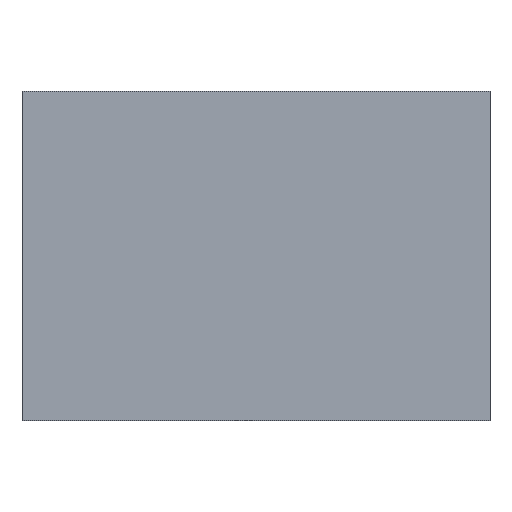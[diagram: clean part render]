
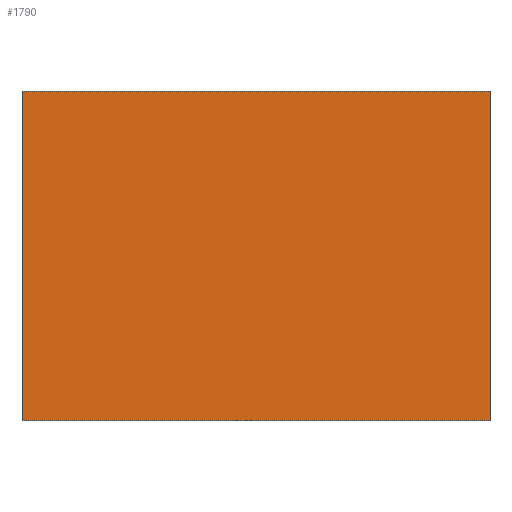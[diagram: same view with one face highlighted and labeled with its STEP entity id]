
A CAD part, top view. The second image highlights one B-rep face of the part: STEP entity #1790.
In plain terms, the highlighted face is planar.
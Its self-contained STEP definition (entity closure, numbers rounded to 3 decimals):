
#388=ORIENTED_EDGE('',*,*,#590,.F.);
#389=ORIENTED_EDGE('',*,*,#515,.F.);
#390=ORIENTED_EDGE('',*,*,#604,.F.);
#391=ORIENTED_EDGE('',*,*,#602,.F.);
#515=EDGE_CURVE('',#675,#676,#762,.T.);
#590=EDGE_CURVE('',#676,#730,#808,.T.);
#602=EDGE_CURVE('',#730,#733,#814,.T.);
#604=EDGE_CURVE('',#733,#675,#816,.T.);
#675=VERTEX_POINT('',#2539);
#676=VERTEX_POINT('',#2541);
#730=VERTEX_POINT('',#2820);
#733=VERTEX_POINT('',#3072);
#762=LINE('',#2540,#856);
#808=LINE('',#2819,#902);
#814=LINE('',#3071,#908);
#816=LINE('',#3075,#910);
#856=VECTOR('',#2067,1000.);
#902=VECTOR('',#2199,1000.);
#908=VECTOR('',#2227,1000.);
#910=VECTOR('',#2231,1000.);
#1024=EDGE_LOOP('',(#388,#389,#390,#391));
#1138=FACE_BOUND('',#1024,.T.);
#1175=PLANE('',#1920);
#1790=ADVANCED_FACE('',(#1138),#1175,.F.);
#1920=AXIS2_PLACEMENT_3D('',#3076,#2232,#2233);
#2067=DIRECTION('',(-1.,0.,0.));
#2199=DIRECTION('',(0.,-1.,0.));
#2227=DIRECTION('',(1.,0.,0.));
#2231=DIRECTION('',(0.,1.,0.));
#2232=DIRECTION('',(0.,0.,1.));
#2233=DIRECTION('',(1.,0.,0.));
#2539=CARTESIAN_POINT('',(0.58,0.825,-0.5));
#2540=CARTESIAN_POINT('',(0.58,0.825,-0.5));
#2541=CARTESIAN_POINT('',(-0.58,0.825,-0.5));
#2819=CARTESIAN_POINT('',(-0.58,0.795,-0.5));
#2820=CARTESIAN_POINT('',(-0.58,-0.825,-0.5));
#3071=CARTESIAN_POINT('',(-0.58,-0.825,-0.5));
#3072=CARTESIAN_POINT('',(0.58,-0.825,-0.5));
#3075=CARTESIAN_POINT('',(0.58,-0.795,-0.5));
#3076=CARTESIAN_POINT('',(-0.545,0.795,-0.5));
